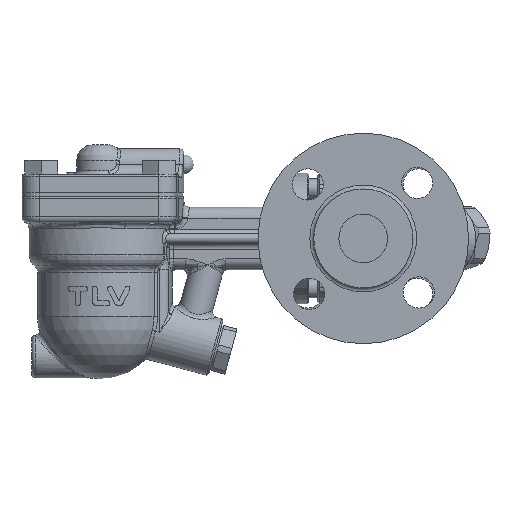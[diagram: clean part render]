
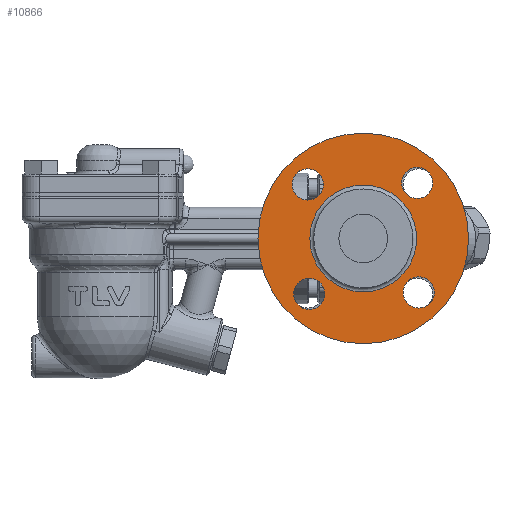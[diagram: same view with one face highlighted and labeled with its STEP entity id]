
A CAD part, front view. The second image highlights one B-rep face of the part: STEP entity #10866.
In plain terms, the highlighted planar face has unit normal (0, -1, 0).
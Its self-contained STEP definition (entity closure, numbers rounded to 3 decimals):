
#818=FACE_BOUND('',#1947,.T.);
#819=FACE_BOUND('',#1948,.T.);
#820=FACE_BOUND('',#1949,.T.);
#821=FACE_BOUND('',#1950,.T.);
#822=FACE_BOUND('',#1951,.T.);
#891=PLANE('',#11717);
#1222=FACE_OUTER_BOUND('',#1946,.T.);
#1946=EDGE_LOOP('',(#7532));
#1947=EDGE_LOOP('',(#7533));
#1948=EDGE_LOOP('',(#7534));
#1949=EDGE_LOOP('',(#7535));
#1950=EDGE_LOOP('',(#7536));
#1951=EDGE_LOOP('',(#7537,#7538));
#3896=CIRCLE('',#11699,54.);
#3907=CIRCLE('',#11712,27.4);
#3911=CIRCLE('',#11716,27.4);
#3912=CIRCLE('',#11718,8.);
#3913=CIRCLE('',#11719,8.);
#3914=CIRCLE('',#11720,8.);
#3915=CIRCLE('',#11721,8.);
#4601=VERTEX_POINT('',#16743);
#4612=VERTEX_POINT('',#16768);
#4613=VERTEX_POINT('',#16769);
#4616=VERTEX_POINT('',#16778);
#4617=VERTEX_POINT('',#16780);
#4618=VERTEX_POINT('',#16782);
#4619=VERTEX_POINT('',#16784);
#5696=EDGE_CURVE('',#4601,#4601,#3896,.T.);
#5707=EDGE_CURVE('',#4612,#4613,#3907,.T.);
#5711=EDGE_CURVE('',#4613,#4612,#3911,.T.);
#5712=EDGE_CURVE('',#4616,#4616,#3912,.T.);
#5713=EDGE_CURVE('',#4617,#4617,#3913,.T.);
#5714=EDGE_CURVE('',#4618,#4618,#3914,.T.);
#5715=EDGE_CURVE('',#4619,#4619,#3915,.T.);
#7532=ORIENTED_EDGE('',*,*,#5696,.F.);
#7533=ORIENTED_EDGE('',*,*,#5712,.T.);
#7534=ORIENTED_EDGE('',*,*,#5713,.T.);
#7535=ORIENTED_EDGE('',*,*,#5714,.T.);
#7536=ORIENTED_EDGE('',*,*,#5715,.T.);
#7537=ORIENTED_EDGE('',*,*,#5707,.F.);
#7538=ORIENTED_EDGE('',*,*,#5711,.F.);
#10866=ADVANCED_FACE('',(#1222,#818,#819,#820,#821,#822),#891,.T.);
#11699=AXIS2_PLACEMENT_3D('',#16745,#13267,#13268);
#11712=AXIS2_PLACEMENT_3D('',#16770,#13293,#13294);
#11716=AXIS2_PLACEMENT_3D('',#16776,#13301,#13302);
#11717=AXIS2_PLACEMENT_3D('',#16777,#13303,#13304);
#11718=AXIS2_PLACEMENT_3D('',#16779,#13305,#13306);
#11719=AXIS2_PLACEMENT_3D('',#16781,#13307,#13308);
#11720=AXIS2_PLACEMENT_3D('',#16783,#13309,#13310);
#11721=AXIS2_PLACEMENT_3D('',#16785,#13311,#13312);
#13267=DIRECTION('center_axis',(0.,1.,0.));
#13268=DIRECTION('ref_axis',(1.,0.,0.));
#13293=DIRECTION('center_axis',(0.,-1.,0.));
#13294=DIRECTION('ref_axis',(1.,0.,0.));
#13301=DIRECTION('center_axis',(0.,-1.,0.));
#13302=DIRECTION('ref_axis',(1.,0.,0.));
#13303=DIRECTION('center_axis',(0.,-1.,0.));
#13304=DIRECTION('ref_axis',(-1.,0.,0.));
#13305=DIRECTION('center_axis',(0.,1.,0.));
#13306=DIRECTION('ref_axis',(1.,0.,0.));
#13307=DIRECTION('center_axis',(0.,1.,0.));
#13308=DIRECTION('ref_axis',(0.,0.,
-1.));
#13309=DIRECTION('center_axis',(0.,1.,0.));
#13310=DIRECTION('ref_axis',(-1.,0.,0.));
#13311=DIRECTION('center_axis',(0.,1.,0.));
#13312=DIRECTION('ref_axis',(0.,0.,
1.));
#16743=CARTESIAN_POINT('',(32.518,-78.962,12.));
#16745=CARTESIAN_POINT('Origin',(86.518,-78.962,12.));
#16768=CARTESIAN_POINT('',(59.118,-78.962,12.));
#16769=CARTESIAN_POINT('',(113.918,-78.962,12.));
#16770=CARTESIAN_POINT('Origin',(86.518,-78.962,12.));
#16776=CARTESIAN_POINT('Origin',(86.518,-78.962,12.));
#16777=CARTESIAN_POINT('Origin',(86.518,-78.962,12.));
#16778=CARTESIAN_POINT('',(50.833,-78.962,-16.454));
#16779=CARTESIAN_POINT('Origin',(58.833,-78.962,-16.454));
#16780=CARTESIAN_POINT('',(58.065,-78.962,47.686));
#16781=CARTESIAN_POINT('Origin',(58.065,-78.962,39.686));
#16782=CARTESIAN_POINT('',(122.204,-78.962,40.454));
#16783=CARTESIAN_POINT('Origin',(114.204,-78.962,40.454));
#16784=CARTESIAN_POINT('',(114.972,-78.962,-23.686));
#16785=CARTESIAN_POINT('Origin',(114.972,-78.962,-15.686));
